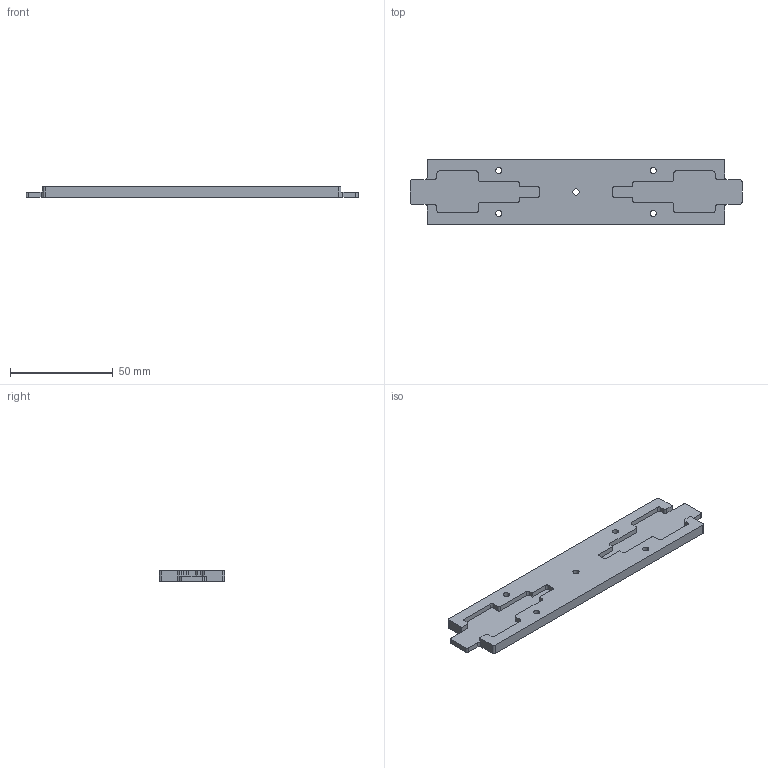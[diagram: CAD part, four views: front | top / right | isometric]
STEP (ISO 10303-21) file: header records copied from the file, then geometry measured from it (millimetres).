
FILE_DESCRIPTION (( 'STEP AP214' ), '1' );
FILE_NAME ('Bat_bottom_1_downside_v1.STEP', '2022-06-09T08:40:45', ( '' ), ( '' ), 'SwSTEP 2.0', 'SolidWorks 2017', '' );
FILE_SCHEMA (( 'AUTOMOTIVE_DESIGN' ));
Length unit declared in the file: millimetre
Products named in the file (1): Bat_bottom_1_downside_v1
Bounding box: 161.2 x 31.6 x 5 mm (x, y, z)
Volume: 19440.5 mm3; surface area: 12103.4 mm2
Topology: 1 solids, 1 shells, 102 faces, 290 edges, 190 vertices
Faces by surface type: cylinder 46, plane 46, cone 10
Entity records: 4513 total; most frequent: DIRECTION 599, CARTESIAN_POINT 583, ORIENTED_EDGE 580, EDGE_CURVE 290, AXIS2_PLACEMENT_3D 206, VERTEX_POINT 190, VECTOR 187, LINE 187
